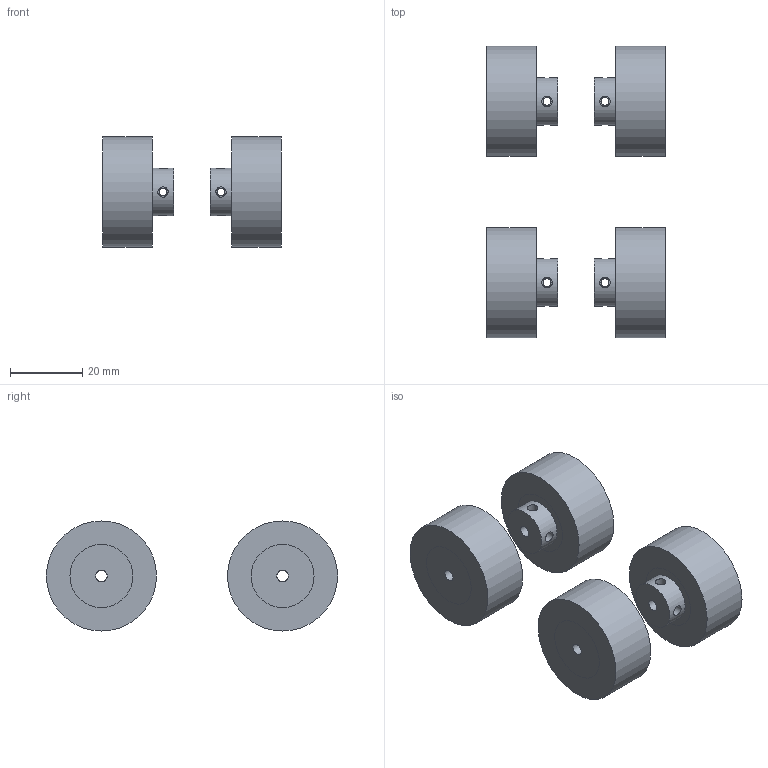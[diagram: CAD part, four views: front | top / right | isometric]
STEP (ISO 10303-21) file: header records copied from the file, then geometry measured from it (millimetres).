
FILE_DESCRIPTION(/* description */ (''),/* implementation_level */ '2;1');
FILE_NAME(/* name */ 'Wheel-Rim.step',/* time_stamp */ '2025-06-05T03:38:04+02:00',/* author */ (''),/* organization */ (''),/* preprocessor_version */ 'ST-DEVELOPER v20.1',/* originating_system */ 'Autodesk Translation Framework v14.10.0.0',/* authorisation */ '');
FILE_SCHEMA (('AUTOMOTIVE_DESIGN { 1 0 10303 214 3 1 1 }'));
Length unit declared in the file: millimetre
Products named in the file (1): Wheel-Rim
Bounding box: 49.2 x 80.4 x 30.4 mm (x, y, z)
Volume: 41447.1 mm3; surface area: 19364.5 mm2
Topology: 8 solids, 8 shells, 104 faces, 244 edges, 168 vertices
Faces by surface type: cylinder 60, plane 36, cone 8
Full cylindrical faces by diameter (mm): 2.2 x16, 2.9 x16, 3.2 x4, 13.2 x4, 15.8 x4, 17.4 x12, 30.4 x4
Entity records: 4097 total; most frequent: CARTESIAN_POINT 1621, ORIENTED_EDGE 488, DIRECTION 462, EDGE_CURVE 244, AXIS2_PLACEMENT_3D 193, VERTEX_POINT 168, EDGE_LOOP 164, FACE_OUTER_BOUND 104
